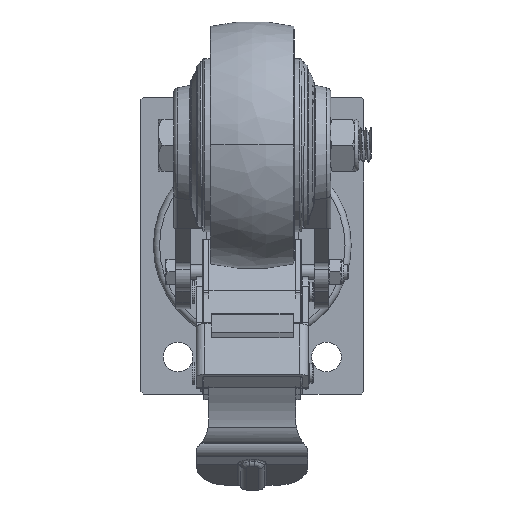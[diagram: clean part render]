
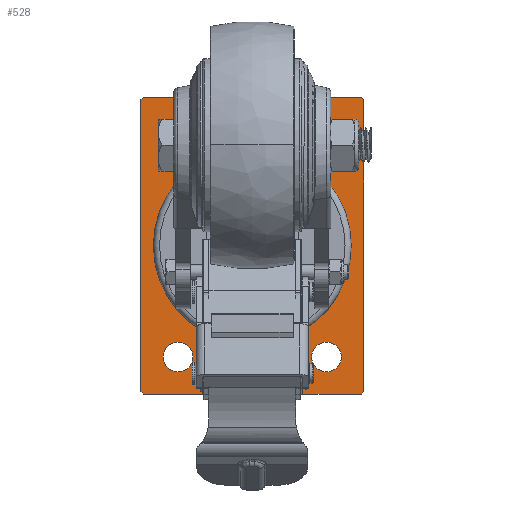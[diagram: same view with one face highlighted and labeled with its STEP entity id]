
A CAD part, top view. The second image highlights one B-rep face of the part: STEP entity #528.
In plain terms, the highlighted planar face has unit normal (0, 0, 1).
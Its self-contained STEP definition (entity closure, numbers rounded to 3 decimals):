
#114=CARTESIAN_POINT('',(30.,45.,10.));
#115=DIRECTION('',(0.,0.,1.));
#116=DIRECTION('',(0.,1.,0.));
#117=AXIS2_PLACEMENT_3D('',#114,#115,#116);
#119=CARTESIAN_POINT('',(30.,45.,10.));
#120=DIRECTION('',(0.,0.,1.));
#121=DIRECTION('',(0.,-1.,0.));
#122=AXIS2_PLACEMENT_3D('',#119,#120,#121);
#124=CARTESIAN_POINT('',(-30.,45.,10.));
#125=DIRECTION('',(0.,0.,1.));
#126=DIRECTION('',(0.,1.,0.));
#127=AXIS2_PLACEMENT_3D('',#124,#125,#126);
#129=CARTESIAN_POINT('',(-30.,45.,10.));
#130=DIRECTION('',(0.,0.,1.));
#131=DIRECTION('',(0.,-1.,0.));
#132=AXIS2_PLACEMENT_3D('',#129,#130,#131);
#134=CARTESIAN_POINT('',(-30.,-45.,10.));
#135=DIRECTION('',(0.,0.,1.));
#136=DIRECTION('',(0.,1.,0.));
#137=AXIS2_PLACEMENT_3D('',#134,#135,#136);
#139=CARTESIAN_POINT('',(-30.,-45.,10.));
#140=DIRECTION('',(0.,0.,1.));
#141=DIRECTION('',(0.,-1.,0.));
#142=AXIS2_PLACEMENT_3D('',#139,#140,#141);
#144=CARTESIAN_POINT('',(30.,-45.,10.));
#145=DIRECTION('',(0.,0.,1.));
#146=DIRECTION('',(0.,1.,0.));
#147=AXIS2_PLACEMENT_3D('',#144,#145,#146);
#149=CARTESIAN_POINT('',(30.,-45.,10.));
#150=DIRECTION('',(0.,0.,1.));
#151=DIRECTION('',(0.,-1.,0.));
#152=AXIS2_PLACEMENT_3D('',#149,#150,#151);
#154=DIRECTION('',(0.707,-0.707,0.));
#155=VECTOR('',#154,1.414);
#156=CARTESIAN_POINT('',(44.,60.,10.));
#157=LINE('',#156,#155);
#158=DIRECTION('',(0.,-1.,0.));
#159=VECTOR('',#158,118.);
#160=CARTESIAN_POINT('',(45.,59.,10.));
#161=LINE('',#160,#159);
#162=DIRECTION('',(-0.707,-0.707,0.));
#163=VECTOR('',#162,1.414);
#164=CARTESIAN_POINT('',(45.,-59.,10.));
#165=LINE('',#164,#163);
#166=DIRECTION('',(-1.,0.,0.));
#167=VECTOR('',#166,88.);
#168=CARTESIAN_POINT('',(44.,-60.,10.));
#169=LINE('',#168,#167);
#170=DIRECTION('',(-0.707,0.707,0.));
#171=VECTOR('',#170,1.414);
#172=CARTESIAN_POINT('',(-44.,-60.,10.));
#173=LINE('',#172,#171);
#174=DIRECTION('',(0.,1.,0.));
#175=VECTOR('',#174,118.);
#176=CARTESIAN_POINT('',(-45.,-59.,10.));
#177=LINE('',#176,#175);
#178=DIRECTION('',(0.707,0.707,0.));
#179=VECTOR('',#178,1.414);
#180=CARTESIAN_POINT('',(-45.,59.,10.));
#181=LINE('',#180,#179);
#182=DIRECTION('',(1.,0.,0.));
#183=VECTOR('',#182,88.);
#184=CARTESIAN_POINT('',(-44.,60.,10.));
#185=LINE('',#184,#183);
#186=CARTESIAN_POINT('',(0.,0.,10.));
#187=DIRECTION('',(0.,0.,1.));
#188=DIRECTION('',(0.,1.,0.));
#189=AXIS2_PLACEMENT_3D('',#186,#187,#188);
#191=CARTESIAN_POINT('',(0.,0.,10.));
#192=DIRECTION('',(0.,0.,1.));
#193=DIRECTION('',(0.,-1.,0.));
#194=AXIS2_PLACEMENT_3D('',#191,#192,#193);
#322=CARTESIAN_POINT('',(30.,51.,10.));
#323=CARTESIAN_POINT('',(30.,39.,10.));
#324=VERTEX_POINT('',#322);
#325=VERTEX_POINT('',#323);
#326=CARTESIAN_POINT('',(-30.,51.,10.));
#327=CARTESIAN_POINT('',(-30.,39.,10.));
#328=VERTEX_POINT('',#326);
#329=VERTEX_POINT('',#327);
#330=CARTESIAN_POINT('',(-30.,-39.,10.));
#331=CARTESIAN_POINT('',(-30.,-51.,10.));
#332=VERTEX_POINT('',#330);
#333=VERTEX_POINT('',#331);
#334=CARTESIAN_POINT('',(30.,-39.,10.));
#335=CARTESIAN_POINT('',(30.,-51.,10.));
#336=VERTEX_POINT('',#334);
#337=VERTEX_POINT('',#335);
#338=CARTESIAN_POINT('',(44.,60.,10.));
#339=CARTESIAN_POINT('',(45.,59.,10.));
#340=VERTEX_POINT('',#338);
#341=VERTEX_POINT('',#339);
#342=CARTESIAN_POINT('',(45.,-59.,10.));
#343=VERTEX_POINT('',#342);
#344=CARTESIAN_POINT('',(44.,-60.,10.));
#345=VERTEX_POINT('',#344);
#346=CARTESIAN_POINT('',(-44.,-60.,10.));
#347=VERTEX_POINT('',#346);
#348=CARTESIAN_POINT('',(-45.,-59.,10.));
#349=VERTEX_POINT('',#348);
#350=CARTESIAN_POINT('',(-45.,59.,10.));
#351=VERTEX_POINT('',#350);
#352=CARTESIAN_POINT('',(-44.,60.,10.));
#353=VERTEX_POINT('',#352);
#362=CARTESIAN_POINT('',(0.,-30.5,10.));
#363=CARTESIAN_POINT('',(0.,30.5,10.));
#364=VERTEX_POINT('',#362);
#365=VERTEX_POINT('',#363);
#477=CARTESIAN_POINT('',(0.,0.,10.));
#478=DIRECTION('',(0.,0.,-1.));
#479=DIRECTION('',(0.,1.,0.));
#480=AXIS2_PLACEMENT_3D('',#477,#478,#479);
#481=PLANE('',#480);
#483=ORIENTED_EDGE('',*,*,#482,.T.);
#485=ORIENTED_EDGE('',*,*,#484,.T.);
#487=ORIENTED_EDGE('',*,*,#486,.T.);
#489=ORIENTED_EDGE('',*,*,#488,.T.);
#491=ORIENTED_EDGE('',*,*,#490,.T.);
#493=ORIENTED_EDGE('',*,*,#492,.T.);
#495=ORIENTED_EDGE('',*,*,#494,.T.);
#497=ORIENTED_EDGE('',*,*,#496,.T.);
#498=EDGE_LOOP('',(#483,#485,#487,#489,#491,#493,#495,#497));
#499=FACE_OUTER_BOUND('',#498,.F.);
#500=ORIENTED_EDGE('',*,*,#443,.T.);
#501=ORIENTED_EDGE('',*,*,#464,.T.);
#502=EDGE_LOOP('',(#500,#501));
#503=FACE_BOUND('',#502,.F.);
#505=ORIENTED_EDGE('',*,*,#504,.T.);
#507=ORIENTED_EDGE('',*,*,#506,.T.);
#508=EDGE_LOOP('',(#505,#507));
#509=FACE_BOUND('',#508,.F.);
#511=ORIENTED_EDGE('',*,*,#510,.T.);
#513=ORIENTED_EDGE('',*,*,#512,.T.);
#514=EDGE_LOOP('',(#511,#513));
#515=FACE_BOUND('',#514,.F.);
#517=ORIENTED_EDGE('',*,*,#516,.T.);
#519=ORIENTED_EDGE('',*,*,#518,.T.);
#520=EDGE_LOOP('',(#517,#519));
#521=FACE_BOUND('',#520,.F.);
#523=ORIENTED_EDGE('',*,*,#522,.T.);
#525=ORIENTED_EDGE('',*,*,#524,.T.);
#526=EDGE_LOOP('',(#523,#525));
#527=FACE_BOUND('',#526,.F.);
#528=ADVANCED_FACE('',(#499,#503,#509,#515,#521,#527),#481,.F.);
#118=CIRCLE('',#117,6.);
#123=CIRCLE('',#122,6.);
#128=CIRCLE('',#127,6.);
#133=CIRCLE('',#132,6.);
#138=CIRCLE('',#137,6.);
#143=CIRCLE('',#142,6.);
#148=CIRCLE('',#147,6.);
#153=CIRCLE('',#152,6.);
#190=CIRCLE('',#189,30.5);
#195=CIRCLE('',#194,30.5);
#443=EDGE_CURVE('',#324,#325,#118,.T.);
#464=EDGE_CURVE('',#325,#324,#123,.T.);
#482=EDGE_CURVE('',#340,#341,#157,.T.);
#484=EDGE_CURVE('',#341,#343,#161,.T.);
#486=EDGE_CURVE('',#343,#345,#165,.T.);
#488=EDGE_CURVE('',#345,#347,#169,.T.);
#490=EDGE_CURVE('',#347,#349,#173,.T.);
#492=EDGE_CURVE('',#349,#351,#177,.T.);
#494=EDGE_CURVE('',#351,#353,#181,.T.);
#496=EDGE_CURVE('',#353,#340,#185,.T.);
#504=EDGE_CURVE('',#328,#329,#128,.T.);
#506=EDGE_CURVE('',#329,#328,#133,.T.);
#510=EDGE_CURVE('',#332,#333,#138,.T.);
#512=EDGE_CURVE('',#333,#332,#143,.T.);
#516=EDGE_CURVE('',#336,#337,#148,.T.);
#518=EDGE_CURVE('',#337,#336,#153,.T.);
#522=EDGE_CURVE('',#365,#364,#190,.T.);
#524=EDGE_CURVE('',#364,#365,#195,.T.);
